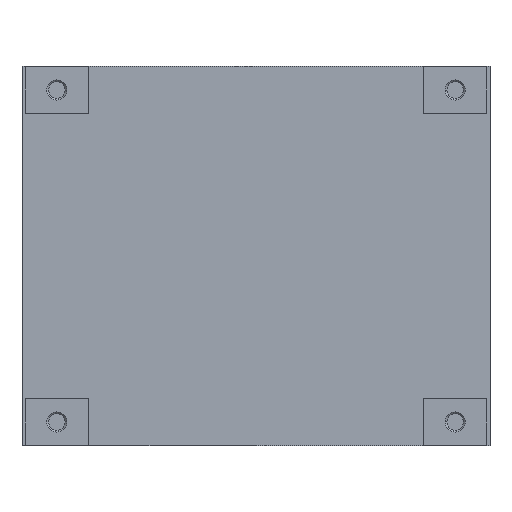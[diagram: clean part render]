
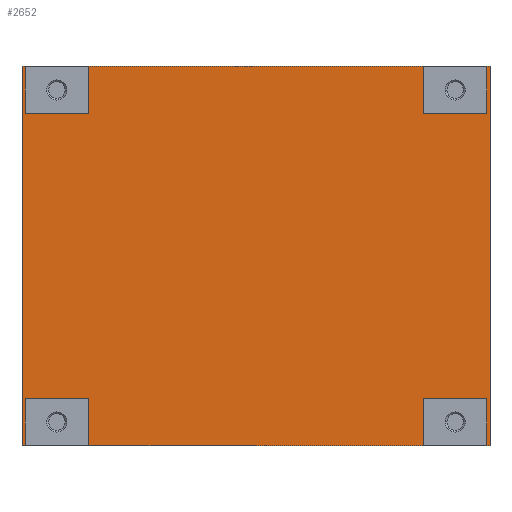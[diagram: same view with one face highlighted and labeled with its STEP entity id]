
A CAD part, front view. The second image highlights one B-rep face of the part: STEP entity #2652.
In plain terms, the highlighted planar face has unit normal (0, -1, 0).
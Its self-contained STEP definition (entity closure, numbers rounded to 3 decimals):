
#9 = AXIS2_PLACEMENT_3D ( 'NONE', #770, #4290, #1271 ) ;
#60 = VECTOR ( 'NONE', #1940, 1000. ) ;
#271 = ORIENTED_EDGE ( 'NONE', *, *, #2269, .F. ) ;
#401 = VERTEX_POINT ( 'NONE', #4354 ) ;
#403 = EDGE_LOOP ( 'NONE', ( #271 ) ) ;
#427 = CIRCLE ( 'NONE', #6297, 3.5 ) ;
#474 = DIRECTION ( 'NONE',  ( 0., 0., -1. ) ) ;
#484 = CARTESIAN_POINT ( 'NONE',  ( -70.485, 0., 57.15 ) ) ;
#770 = CARTESIAN_POINT ( 'NONE',  ( -60., 0., 50. ) ) ;
#847 = FACE_OUTER_BOUND ( 'NONE', #6057, .T. ) ;
#1132 = DIRECTION ( 'NONE',  ( -1., 0., 0. ) ) ;
#1271 = DIRECTION ( 'NONE',  ( 0., 0., -1. ) ) ;
#1290 = AXIS2_PLACEMENT_3D ( 'NONE', #1312, #4833, #1826 ) ;
#1312 = CARTESIAN_POINT ( 'NONE',  ( 60., 0., 50. ) ) ;
#1648 = CARTESIAN_POINT ( 'NONE',  ( 60., 0., -50. ) ) ;
#1650 = CARTESIAN_POINT ( 'NONE',  ( -60., 0., -50. ) ) ;
#1737 = LINE ( 'NONE', #4152, #4089 ) ;
#1751 = VERTEX_POINT ( 'NONE', #4875 ) ;
#1777 = CARTESIAN_POINT ( 'NONE',  ( -70.485, 0., -57.15 ) ) ;
#1826 = DIRECTION ( 'NONE',  ( 0., 0., -1. ) ) ;
#1940 = DIRECTION ( 'NONE',  ( 0., 0., -1. ) ) ;
#1999 = VECTOR ( 'NONE', #2711, 1000. ) ;
#2018 = EDGE_CURVE ( 'NONE', #5173, #3576, #1737, .T. ) ;
#2144 = DIRECTION ( 'NONE',  ( 0., 0., -1. ) ) ;
#2146 = DIRECTION ( 'NONE',  ( 0., 0., -1. ) ) ;
#2172 = EDGE_LOOP ( 'NONE', ( #5736 ) ) ;
#2178 = FACE_BOUND ( 'NONE', #403, .T. ) ;
#2261 = EDGE_LOOP ( 'NONE', ( #4395 ) ) ;
#2269 = EDGE_CURVE ( 'NONE', #1751, #1751, #4717, .T. ) ;
#2331 = FACE_BOUND ( 'NONE', #3569, .T. ) ;
#2372 = CARTESIAN_POINT ( 'NONE',  ( 60., 0., -53.5 ) ) ;
#2390 = EDGE_CURVE ( 'NONE', #5626, #5626, #5035, .T. ) ;
#2652 = ADVANCED_FACE ( 'NONE', ( #3666, #2178, #6227, #2331, #847 ), #4486, .T. ) ;
#2711 = DIRECTION ( 'NONE',  ( 0., 0., 1. ) ) ;
#2775 = CIRCLE ( 'NONE', #1290, 3.5 ) ;
#2789 = ORIENTED_EDGE ( 'NONE', *, *, #4344, .F. ) ;
#2869 = CARTESIAN_POINT ( 'NONE',  ( 60., 0., 46.5 ) ) ;
#3370 = EDGE_CURVE ( 'NONE', #6491, #6491, #427, .T. ) ;
#3471 = DIRECTION ( 'NONE',  ( 0., -1., 0. ) ) ;
#3510 = CARTESIAN_POINT ( 'NONE',  ( 70.485, 0., -57.15 ) ) ;
#3518 = EDGE_CURVE ( 'NONE', #3576, #401, #4687, .T. ) ;
#3569 = EDGE_LOOP ( 'NONE', ( #5951 ) ) ;
#3576 = VERTEX_POINT ( 'NONE', #1777 ) ;
#3611 = EDGE_CURVE ( 'NONE', #3783, #3783, #2775, .T. ) ;
#3666 = FACE_BOUND ( 'NONE', #2261, .T. ) ;
#3783 = VERTEX_POINT ( 'NONE', #2869 ) ;
#3991 = ORIENTED_EDGE ( 'NONE', *, *, #3518, .F. ) ;
#4089 = VECTOR ( 'NONE', #1132, 1000. ) ;
#4152 = CARTESIAN_POINT ( 'NONE',  ( -70.485, 0., -57.15 ) ) ;
#4170 = LINE ( 'NONE', #484, #5529 ) ;
#4290 = DIRECTION ( 'NONE',  ( 0., -1., 0. ) ) ;
#4344 = EDGE_CURVE ( 'NONE', #5740, #5173, #5301, .T. ) ;
#4354 = CARTESIAN_POINT ( 'NONE',  ( -70.485, 0., 57.15 ) ) ;
#4386 = EDGE_CURVE ( 'NONE', #401, #5740, #4170, .T. ) ;
#4395 = ORIENTED_EDGE ( 'NONE', *, *, #2390, .F. ) ;
#4486 = PLANE ( 'NONE',  #6004 ) ;
#4518 = DIRECTION ( 'NONE',  ( 1., 0., 0. ) ) ;
#4672 = AXIS2_PLACEMENT_3D ( 'NONE', #1650, #5184, #2146 ) ;
#4687 = LINE ( 'NONE', #5761, #1999 ) ;
#4717 = CIRCLE ( 'NONE', #4672, 3.5 ) ;
#4833 = DIRECTION ( 'NONE',  ( 0., -1., 0. ) ) ;
#4875 = CARTESIAN_POINT ( 'NONE',  ( -60., 0., -53.5 ) ) ;
#5035 = CIRCLE ( 'NONE', #9, 3.5 ) ;
#5173 = VERTEX_POINT ( 'NONE', #3510 ) ;
#5182 = DIRECTION ( 'NONE',  ( 0., -1., 0. ) ) ;
#5184 = DIRECTION ( 'NONE',  ( 0., -1., 0. ) ) ;
#5301 = LINE ( 'NONE', #5481, #60 ) ;
#5395 = CARTESIAN_POINT ( 'NONE',  ( -60., 0., 46.5 ) ) ;
#5481 = CARTESIAN_POINT ( 'NONE',  ( 70.485, 0., 57.15 ) ) ;
#5529 = VECTOR ( 'NONE', #4518, 1000. ) ;
#5577 = ORIENTED_EDGE ( 'NONE', *, *, #2018, .F. ) ;
#5626 = VERTEX_POINT ( 'NONE', #5395 ) ;
#5692 = ORIENTED_EDGE ( 'NONE', *, *, #4386, .F. ) ;
#5736 = ORIENTED_EDGE ( 'NONE', *, *, #3370, .F. ) ;
#5740 = VERTEX_POINT ( 'NONE', #6056 ) ;
#5761 = CARTESIAN_POINT ( 'NONE',  ( -70.485, 0., 57.15 ) ) ;
#5951 = ORIENTED_EDGE ( 'NONE', *, *, #3611, .F. ) ;
#6004 = AXIS2_PLACEMENT_3D ( 'NONE', #6525, #3471, #474 ) ;
#6056 = CARTESIAN_POINT ( 'NONE',  ( 70.485, 0., 57.15 ) ) ;
#6057 = EDGE_LOOP ( 'NONE', ( #3991, #5577, #2789, #5692 ) ) ;
#6227 = FACE_BOUND ( 'NONE', #2172, .T. ) ;
#6297 = AXIS2_PLACEMENT_3D ( 'NONE', #1648, #5182, #2144 ) ;
#6491 = VERTEX_POINT ( 'NONE', #2372 ) ;
#6525 = CARTESIAN_POINT ( 'NONE',  ( -70.485, 0., -57.15 ) ) ;
